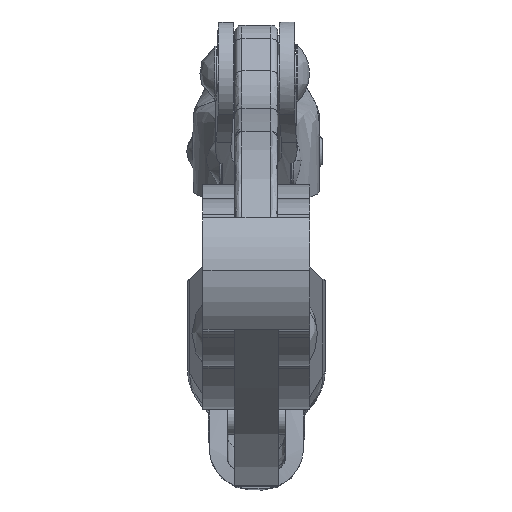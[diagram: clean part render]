
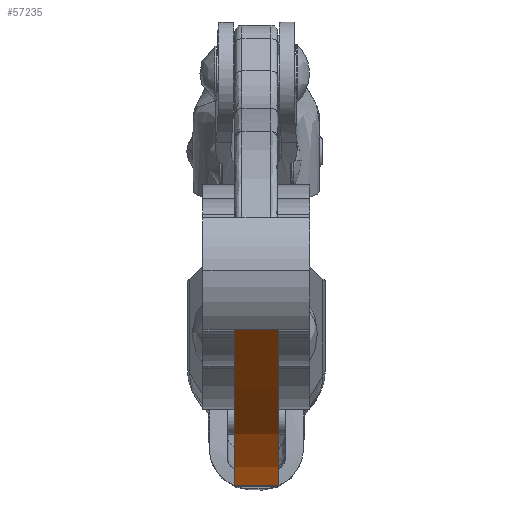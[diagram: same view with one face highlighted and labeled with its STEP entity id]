
A CAD part, left-side view. The second image highlights one B-rep face of the part: STEP entity #57235.
In plain terms, the highlighted cylindrical face has radius 76.624 mm (diameter 153.247 mm), a partial arc.
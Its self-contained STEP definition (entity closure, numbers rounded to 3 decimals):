
#1020 = ORIENTED_EDGE ( 'NONE', *, *, #4531, .T. ) ;
#2095 = VERTEX_POINT ( 'NONE', #79471 ) ;
#3860 = DIRECTION ( 'NONE',  ( 0., -1., 0. ) ) ;
#4531 = EDGE_CURVE ( 'NONE', #9961, #2095, #61605, .T. ) ;
#6024 = EDGE_CURVE ( 'NONE', #2095, #22709, #20883, .T. ) ;
#7141 = DIRECTION ( 'NONE',  ( 0., 1., 0. ) ) ;
#7225 = ORIENTED_EDGE ( 'NONE', *, *, #46156, .F. ) ;
#9961 = VERTEX_POINT ( 'NONE', #88391 ) ;
#12444 = EDGE_LOOP ( 'NONE', ( #7225, #1020, #45486, #26340 ) ) ;
#15520 = CARTESIAN_POINT ( 'NONE',  ( -20.229, -6.8, 55.495 ) ) ;
#20883 = CIRCLE ( 'NONE', #34038, 76.624 ) ;
#22108 = EDGE_CURVE ( 'NONE', #22709, #89254, #62002, .T. ) ;
#22645 = CARTESIAN_POINT ( 'NONE',  ( -75.302, -6.8, 2.221 ) ) ;
#22709 = VERTEX_POINT ( 'NONE', #48367 ) ;
#23282 = DIRECTION ( 'NONE',  ( -0.052, 0., 0.999 ) ) ;
#26340 = ORIENTED_EDGE ( 'NONE', *, *, #22108, .T. ) ;
#32412 = AXIS2_PLACEMENT_3D ( 'NONE', #78305, #85960, #55451 ) ;
#34038 = AXIS2_PLACEMENT_3D ( 'NONE', #36189, #89385, #43875 ) ;
#36189 = CARTESIAN_POINT ( 'NONE',  ( -20.229, -13.2, 55.495 ) ) ;
#37004 = FACE_OUTER_BOUND ( 'NONE', #12444, .T. ) ;
#41365 = VECTOR ( 'NONE', #3860, 1000. ) ;
#43875 = DIRECTION ( 'NONE',  ( -0.052, 0., 0.999 ) ) ;
#45486 = ORIENTED_EDGE ( 'NONE', *, *, #6024, .T. ) ;
#46156 = EDGE_CURVE ( 'NONE', #9961, #89254, #61249, .T. ) ;
#48367 = CARTESIAN_POINT ( 'NONE',  ( -75.302, -13.2, 2.221 ) ) ;
#51447 = AXIS2_PLACEMENT_3D ( 'NONE', #15520, #68970, #23282 ) ;
#53656 = CARTESIAN_POINT ( 'NONE',  ( -29.901, -6.8, -20.516 ) ) ;
#55451 = DIRECTION ( 'NONE',  ( -0.052, 0., 0.999 ) ) ;
#57235 = ADVANCED_FACE ( 'NONE', ( #37004 ), #92883, .T. ) ;
#61249 = CIRCLE ( 'NONE', #51447, 76.624 ) ;
#61605 = LINE ( 'NONE', #53656, #41365 ) ;
#62002 = LINE ( 'NONE', #22645, #84555 ) ;
#68970 = DIRECTION ( 'NONE',  ( 0., 1., 0. ) ) ;
#74067 = CARTESIAN_POINT ( 'NONE',  ( -75.302, -6.8, 2.221 ) ) ;
#78305 = CARTESIAN_POINT ( 'NONE',  ( -20.229, -6.8, 55.495 ) ) ;
#79471 = CARTESIAN_POINT ( 'NONE',  ( -29.901, -13.2, -20.516 ) ) ;
#84555 = VECTOR ( 'NONE', #7141, 1000. ) ;
#85960 = DIRECTION ( 'NONE',  ( 0., -1., 0. ) ) ;
#88391 = CARTESIAN_POINT ( 'NONE',  ( -29.901, -6.8, -20.516 ) ) ;
#89254 = VERTEX_POINT ( 'NONE', #74067 ) ;
#89385 = DIRECTION ( 'NONE',  ( 0., 1., 0. ) ) ;
#92883 = CYLINDRICAL_SURFACE ( 'NONE', #32412, 76.624 ) ;
